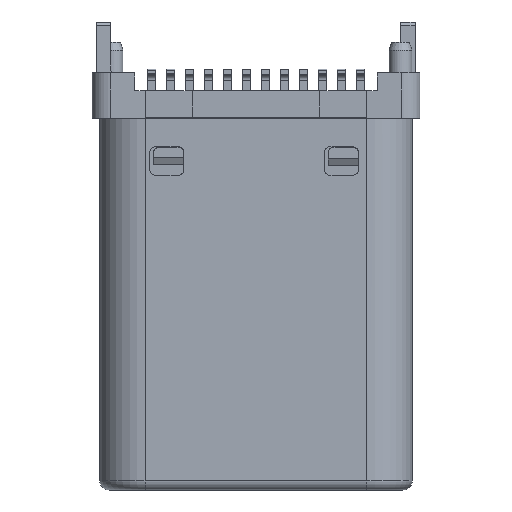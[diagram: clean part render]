
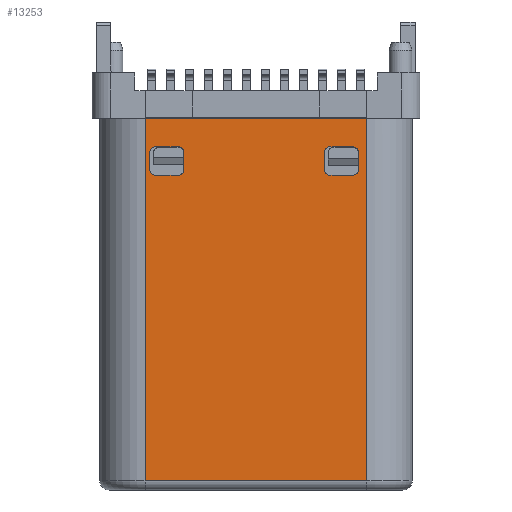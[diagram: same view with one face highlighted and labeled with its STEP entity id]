
A CAD part, front view. The second image highlights one B-rep face of the part: STEP entity #13253.
In plain terms, the highlighted planar face has unit normal (0, -1, 0).
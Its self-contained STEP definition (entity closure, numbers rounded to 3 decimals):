
#69=DIRECTION('',(-1.,0.,0.));
#70=VECTOR('',#69,5.85);
#71=CARTESIAN_POINT('',(2.925,-1.15,0.714));
#72=LINE('',#71,#70);
#431=DIRECTION('',(0.,0.,-1.));
#432=VECTOR('',#431,9.55);
#433=CARTESIAN_POINT('',(-2.925,-1.15,0.714));
#434=LINE('',#433,#432);
#439=DIRECTION('',(-1.,0.,0.));
#440=VECTOR('',#439,0.6);
#441=CARTESIAN_POINT('',(-2.05,-1.15,-0.036));
#442=LINE('',#441,#440);
#443=CARTESIAN_POINT('',(-2.65,-1.15,-0.186));
#444=DIRECTION('',(0.,-1.,0.));
#445=DIRECTION('',(0.,0.,1.));
#446=AXIS2_PLACEMENT_3D('',#443,#444,#445);
#448=DIRECTION('',(0.,0.,-1.));
#449=VECTOR('',#448,0.45);
#450=CARTESIAN_POINT('',(-2.8,-1.15,-0.186));
#451=LINE('',#450,#449);
#452=CARTESIAN_POINT('',(-2.65,-1.15,-0.636));
#453=DIRECTION('',(0.,-1.,0.));
#454=DIRECTION('',(-1.,0.,0.));
#455=AXIS2_PLACEMENT_3D('',#452,#453,#454);
#457=DIRECTION('',(1.,0.,0.));
#458=VECTOR('',#457,0.6);
#459=CARTESIAN_POINT('',(-2.65,-1.15,-0.786));
#460=LINE('',#459,#458);
#461=CARTESIAN_POINT('',(-2.05,-1.15,-0.636));
#462=DIRECTION('',(0.,-1.,0.));
#463=DIRECTION('',(0.,0.,-1.));
#464=AXIS2_PLACEMENT_3D('',#461,#462,#463);
#466=DIRECTION('',(0.,0.,1.));
#467=VECTOR('',#466,0.45);
#468=CARTESIAN_POINT('',(-1.9,-1.15,-0.636));
#469=LINE('',#468,#467);
#470=CARTESIAN_POINT('',(-2.05,-1.15,-0.186));
#471=DIRECTION('',(0.,-1.,0.));
#472=DIRECTION('',(1.,0.,0.));
#473=AXIS2_PLACEMENT_3D('',#470,#471,#472);
#475=DIRECTION('',(-1.,0.,0.));
#476=VECTOR('',#475,0.6);
#477=CARTESIAN_POINT('',(2.55,-1.15,-0.036));
#478=LINE('',#477,#476);
#479=CARTESIAN_POINT('',(1.95,-1.15,-0.186));
#480=DIRECTION('',(0.,-1.,0.));
#481=DIRECTION('',(0.,0.,1.));
#482=AXIS2_PLACEMENT_3D('',#479,#480,#481);
#484=DIRECTION('',(0.,0.,-1.));
#485=VECTOR('',#484,0.45);
#486=CARTESIAN_POINT('',(1.8,-1.15,-0.186));
#487=LINE('',#486,#485);
#488=CARTESIAN_POINT('',(1.95,-1.15,-0.636));
#489=DIRECTION('',(0.,-1.,0.));
#490=DIRECTION('',(-1.,0.,0.));
#491=AXIS2_PLACEMENT_3D('',#488,#489,#490);
#493=DIRECTION('',(1.,0.,0.));
#494=VECTOR('',#493,0.6);
#495=CARTESIAN_POINT('',(1.95,-1.15,-0.786));
#496=LINE('',#495,#494);
#497=CARTESIAN_POINT('',(2.55,-1.15,-0.636));
#498=DIRECTION('',(0.,-1.,0.));
#499=DIRECTION('',(0.,0.,-1.));
#500=AXIS2_PLACEMENT_3D('',#497,#498,#499);
#502=DIRECTION('',(0.,0.,1.));
#503=VECTOR('',#502,0.45);
#504=CARTESIAN_POINT('',(2.7,-1.15,-0.636));
#505=LINE('',#504,#503);
#506=CARTESIAN_POINT('',(2.55,-1.15,-0.186));
#507=DIRECTION('',(0.,-1.,0.));
#508=DIRECTION('',(1.,0.,0.));
#509=AXIS2_PLACEMENT_3D('',#506,#507,#508);
#515=DIRECTION('',(0.,0.,1.));
#516=VECTOR('',#515,9.55);
#517=CARTESIAN_POINT('',(2.925,-1.15,-8.836));
#518=LINE('',#517,#516);
#1220=DIRECTION('',(1.,0.,0.));
#1221=VECTOR('',#1220,5.85);
#1222=CARTESIAN_POINT('',(-2.925,-1.15,-8.836));
#1223=LINE('',#1222,#1221);
#10679=CARTESIAN_POINT('',(2.925,-1.15,0.714));
#10680=VERTEX_POINT('',#10679);
#10681=CARTESIAN_POINT('',(-2.925,-1.15,0.714));
#10682=VERTEX_POINT('',#10681);
#10873=CARTESIAN_POINT('',(-2.925,-1.15,-8.836));
#10874=VERTEX_POINT('',#10873);
#10879=CARTESIAN_POINT('',(2.925,-1.15,-8.836));
#10880=VERTEX_POINT('',#10879);
#10881=CARTESIAN_POINT('',(-2.05,-1.15,-0.036));
#10882=CARTESIAN_POINT('',(-2.65,-1.15,-0.036));
#10883=VERTEX_POINT('',#10881);
#10884=VERTEX_POINT('',#10882);
#10885=CARTESIAN_POINT('',(-2.8,-1.15,-0.186));
#10886=VERTEX_POINT('',#10885);
#10887=CARTESIAN_POINT('',(-2.8,-1.15,-0.636));
#10888=VERTEX_POINT('',#10887);
#10889=CARTESIAN_POINT('',(-2.65,-1.15,-0.786));
#10890=VERTEX_POINT('',#10889);
#10891=CARTESIAN_POINT('',(-2.05,-1.15,-0.786));
#10892=VERTEX_POINT('',#10891);
#10893=CARTESIAN_POINT('',(-1.9,-1.15,-0.636));
#10894=VERTEX_POINT('',#10893);
#10895=CARTESIAN_POINT('',(-1.9,-1.15,-0.186));
#10896=VERTEX_POINT('',#10895);
#10897=CARTESIAN_POINT('',(2.55,-1.15,-0.036));
#10898=CARTESIAN_POINT('',(1.95,-1.15,-0.036));
#10899=VERTEX_POINT('',#10897);
#10900=VERTEX_POINT('',#10898);
#10901=CARTESIAN_POINT('',(1.8,-1.15,-0.186));
#10902=VERTEX_POINT('',#10901);
#10903=CARTESIAN_POINT('',(1.8,-1.15,-0.636));
#10904=VERTEX_POINT('',#10903);
#10905=CARTESIAN_POINT('',(1.95,-1.15,-0.786));
#10906=VERTEX_POINT('',#10905);
#10907=CARTESIAN_POINT('',(2.55,-1.15,-0.786));
#10908=VERTEX_POINT('',#10907);
#10909=CARTESIAN_POINT('',(2.7,-1.15,-0.636));
#10910=VERTEX_POINT('',#10909);
#10911=CARTESIAN_POINT('',(2.7,-1.15,-0.186));
#10912=VERTEX_POINT('',#10911);
#13204=CARTESIAN_POINT('',(2.925,-1.15,1.064));
#13205=DIRECTION('',(0.,-1.,0.));
#13206=DIRECTION('',(-1.,0.,0.));
#13207=AXIS2_PLACEMENT_3D('',#13204,#13205,#13206);
#13208=PLANE('',#13207);
#13209=ORIENTED_EDGE('',*,*,#12941,.F.);
#13211=ORIENTED_EDGE('',*,*,#13210,.F.);
#13213=ORIENTED_EDGE('',*,*,#13212,.F.);
#13214=ORIENTED_EDGE('',*,*,#13192,.F.);
#13215=EDGE_LOOP('',(#13209,#13211,#13213,#13214));
#13216=FACE_OUTER_BOUND('',#13215,.F.);
#13218=ORIENTED_EDGE('',*,*,#13217,.T.);
#13220=ORIENTED_EDGE('',*,*,#13219,.T.);
#13222=ORIENTED_EDGE('',*,*,#13221,.T.);
#13224=ORIENTED_EDGE('',*,*,#13223,.T.);
#13226=ORIENTED_EDGE('',*,*,#13225,.T.);
#13228=ORIENTED_EDGE('',*,*,#13227,.T.);
#13230=ORIENTED_EDGE('',*,*,#13229,.T.);
#13232=ORIENTED_EDGE('',*,*,#13231,.T.);
#13233=EDGE_LOOP('',(#13218,#13220,#13222,#13224,#13226,#13228,#13230,#13232));
#13234=FACE_BOUND('',#13233,.F.);
#13236=ORIENTED_EDGE('',*,*,#13235,.T.);
#13238=ORIENTED_EDGE('',*,*,#13237,.T.);
#13240=ORIENTED_EDGE('',*,*,#13239,.T.);
#13242=ORIENTED_EDGE('',*,*,#13241,.T.);
#13244=ORIENTED_EDGE('',*,*,#13243,.T.);
#13246=ORIENTED_EDGE('',*,*,#13245,.T.);
#13248=ORIENTED_EDGE('',*,*,#13247,.T.);
#13250=ORIENTED_EDGE('',*,*,#13249,.T.);
#13251=EDGE_LOOP('',(#13236,#13238,#13240,#13242,#13244,#13246,#13248,#13250));
#13252=FACE_BOUND('',#13251,.F.);
#447=CIRCLE('',#446,0.15);
#456=CIRCLE('',#455,0.15);
#465=CIRCLE('',#464,0.15);
#474=CIRCLE('',#473,0.15);
#483=CIRCLE('',#482,0.15);
#492=CIRCLE('',#491,0.15);
#501=CIRCLE('',#500,0.15);
#510=CIRCLE('',#509,0.15);
#12941=EDGE_CURVE('',#10680,#10682,#72,.T.);
#13192=EDGE_CURVE('',#10682,#10874,#434,.T.);
#13210=EDGE_CURVE('',#10880,#10680,#518,.T.);
#13212=EDGE_CURVE('',#10874,#10880,#1223,.T.);
#13217=EDGE_CURVE('',#10883,#10884,#442,.T.);
#13219=EDGE_CURVE('',#10884,#10886,#447,.T.);
#13221=EDGE_CURVE('',#10886,#10888,#451,.T.);
#13223=EDGE_CURVE('',#10888,#10890,#456,.T.);
#13225=EDGE_CURVE('',#10890,#10892,#460,.T.);
#13227=EDGE_CURVE('',#10892,#10894,#465,.T.);
#13229=EDGE_CURVE('',#10894,#10896,#469,.T.);
#13231=EDGE_CURVE('',#10896,#10883,#474,.T.);
#13235=EDGE_CURVE('',#10899,#10900,#478,.T.);
#13237=EDGE_CURVE('',#10900,#10902,#483,.T.);
#13239=EDGE_CURVE('',#10902,#10904,#487,.T.);
#13241=EDGE_CURVE('',#10904,#10906,#492,.T.);
#13243=EDGE_CURVE('',#10906,#10908,#496,.T.);
#13245=EDGE_CURVE('',#10908,#10910,#501,.T.);
#13247=EDGE_CURVE('',#10910,#10912,#505,.T.);
#13249=EDGE_CURVE('',#10912,#10899,#510,.T.);
#13253=ADVANCED_FACE('',(#13216,#13234,#13252),#13208,.T.);
